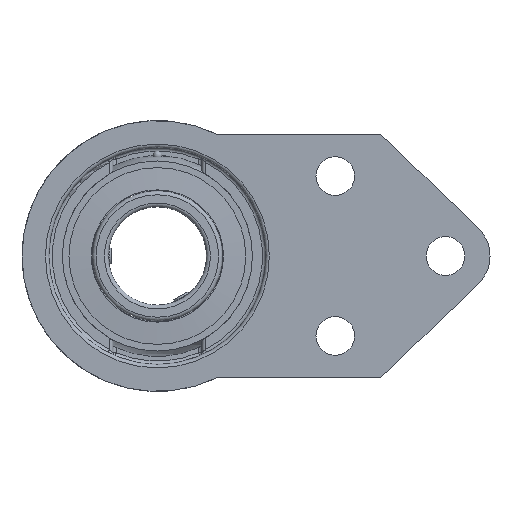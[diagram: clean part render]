
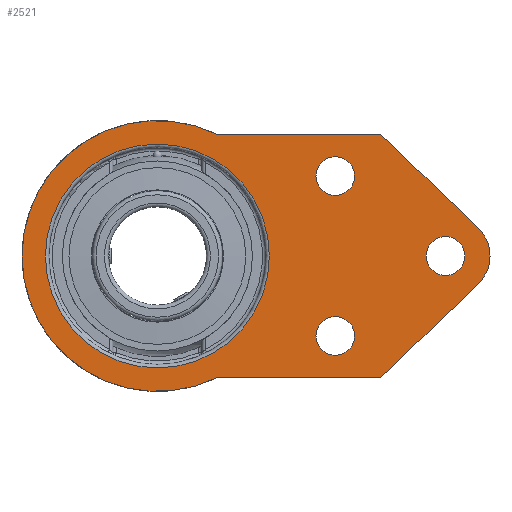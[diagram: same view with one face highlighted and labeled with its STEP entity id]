
A CAD part, left-side view. The second image highlights one B-rep face of the part: STEP entity #2521.
In plain terms, the highlighted face is planar.
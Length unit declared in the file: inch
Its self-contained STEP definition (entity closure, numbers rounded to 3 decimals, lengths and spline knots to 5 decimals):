
#103=VECTOR('',#3101,1.);
#105=VECTOR('',#3116,1.);
#108=VECTOR('',#3124,1.);
#109=VECTOR('',#3126,1.);
#179=LINE('',#4787,#103);
#181=LINE('',#4801,#105);
#184=LINE('',#4809,#108);
#185=LINE('',#4811,#109);
#1050=PLANE('',#2722);
#1196=VERTEX_POINT('',#4394);
#1197=VERTEX_POINT('',#4396);
#1214=VERTEX_POINT('',#4786);
#1218=VERTEX_POINT('',#4800);
#1219=VERTEX_POINT('',#4804);
#1220=VERTEX_POINT('',#4808);
#1221=VERTEX_POINT('',#4815);
#1222=VERTEX_POINT('',#4818);
#1223=VERTEX_POINT('',#4821);
#1224=VERTEX_POINT('',#4824);
#1316=CIRCLE('',#2683,1.37795);
#1329=CIRCLE('',#2712,0.3937);
#1330=CIRCLE('',#2717,0.19685);
#1331=CIRCLE('',#2719,0.19685);
#1332=CIRCLE('',#2721,0.19685);
#1333=CIRCLE('',#2723,1.13984);
#1476=EDGE_CURVE('',#1196,#1197,#1316,.T.);
#1507=EDGE_CURVE('',#1214,#1196,#179,.T.);
#1514=EDGE_CURVE('',#1218,#1214,#181,.T.);
#1516=EDGE_CURVE('',#1219,#1218,#1329,.T.);
#1518=EDGE_CURVE('',#1220,#1219,#184,.T.);
#1519=EDGE_CURVE('',#1197,#1220,#185,.T.);
#1520=EDGE_CURVE('',#1221,#1221,#1330,.T.);
#1521=EDGE_CURVE('',#1222,#1222,#1331,.T.);
#1522=EDGE_CURVE('',#1223,#1223,#1332,.T.);
#1523=EDGE_CURVE('',#1224,#1224,#1333,.T.);
#1895=ORIENTED_EDGE('',*,*,#1520,.T.);
#1896=ORIENTED_EDGE('',*,*,#1521,.T.);
#1897=ORIENTED_EDGE('',*,*,#1522,.T.);
#1898=ORIENTED_EDGE('',*,*,#1519,.F.);
#1899=ORIENTED_EDGE('',*,*,#1476,.F.);
#1900=ORIENTED_EDGE('',*,*,#1507,.F.);
#1901=ORIENTED_EDGE('',*,*,#1514,.F.);
#1902=ORIENTED_EDGE('',*,*,#1516,.F.);
#1903=ORIENTED_EDGE('',*,*,#1518,.F.);
#1904=ORIENTED_EDGE('',*,*,#1523,.F.);
#2196=EDGE_LOOP('',(#1895));
#2197=EDGE_LOOP('',(#1896));
#2198=EDGE_LOOP('',(#1897));
#2199=EDGE_LOOP('',(#1898,#1899,#1900,#1901,#1902,#1903));
#2200=EDGE_LOOP('',(#1904));
#2383=FACE_BOUND('',#2196,.T.);
#2384=FACE_BOUND('',#2197,.T.);
#2385=FACE_BOUND('',#2198,.T.);
#2386=FACE_BOUND('',#2199,.T.);
#2387=FACE_BOUND('',#2200,.T.);
#2521=ADVANCED_FACE('',(#2383,#2384,#2385,#2386,#2387),#1050,.F.);
#2683=AXIS2_PLACEMENT_3D('',#4395,#3050,#3051);
#2712=AXIS2_PLACEMENT_3D('',#4805,#3120,#3121);
#2717=AXIS2_PLACEMENT_3D('',#4814,#3130,#3131);
#2719=AXIS2_PLACEMENT_3D('',#4817,#3134,#3135);
#2721=AXIS2_PLACEMENT_3D('',#4820,#3138,#3139);
#2722=AXIS2_PLACEMENT_3D('',#4822,#3140,$);
#2723=AXIS2_PLACEMENT_3D('',#4823,#3141,#3142);
#3050=DIRECTION('',(0.,0.,1.));
#3051=DIRECTION('',(1.378,0.,0.));
#3101=DIRECTION('',(0.,1.,0.));
#3116=DIRECTION('',(0.695,0.719,0.));
#3120=DIRECTION('',(0.,0.,1.));
#3121=DIRECTION('',(0.394,0.,0.));
#3124=DIRECTION('',(0.695,-0.719,0.));
#3126=DIRECTION('',(0.,-1.,0.));
#3130=DIRECTION('',(0.,0.,1.));
#3131=DIRECTION('',(0.197,0.,0.));
#3134=DIRECTION('',(0.,0.,1.));
#3135=DIRECTION('',(0.197,0.,0.));
#3138=DIRECTION('',(0.,0.,1.));
#3139=DIRECTION('',(0.197,0.,0.));
#3140=DIRECTION('',(0.,0.,1.));
#3141=DIRECTION('',(0.,0.,-1.));
#3142=DIRECTION('',(0.,-1.14,0.));
#4394=CARTESIAN_POINT('',(1.24016,-0.60064,0.));
#4395=CARTESIAN_POINT('',(0.,0.,0.));
#4396=CARTESIAN_POINT('',(-1.24016,-0.60064,0.));
#4786=CARTESIAN_POINT('',(1.24016,-2.27466,0.));
#4787=CARTESIAN_POINT('',(1.24016,-2.27466,0.));
#4800=CARTESIAN_POINT('',(0.2832,-3.26561,0.));
#4801=CARTESIAN_POINT('',(0.2832,-3.26561,0.));
#4804=CARTESIAN_POINT('',(-0.2832,-3.26561,0.));
#4805=CARTESIAN_POINT('',(0.,-2.99213,0.));
#4808=CARTESIAN_POINT('',(-1.24016,-2.27466,0.));
#4809=CARTESIAN_POINT('',(-1.24016,-2.27466,0.));
#4811=CARTESIAN_POINT('',(-1.24016,-0.60064,0.));
#4814=CARTESIAN_POINT('',(0.81299,-1.81102,0.));
#4815=CARTESIAN_POINT('',(0.61614,-1.81102,0.));
#4817=CARTESIAN_POINT('',(0.,-2.93307,0.));
#4818=CARTESIAN_POINT('',(-0.19685,-2.93307,0.));
#4820=CARTESIAN_POINT('',(-0.81299,-1.81102,0.));
#4821=CARTESIAN_POINT('',(-1.00984,-1.81102,0.));
#4822=CARTESIAN_POINT('',(0.,-0.95835,0.));
#4823=CARTESIAN_POINT('',(0.,0.,0.));
#4824=CARTESIAN_POINT('',(0.,1.13984,0.));
